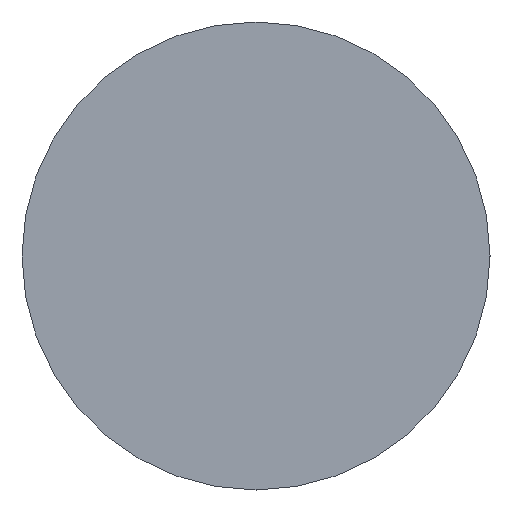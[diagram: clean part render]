
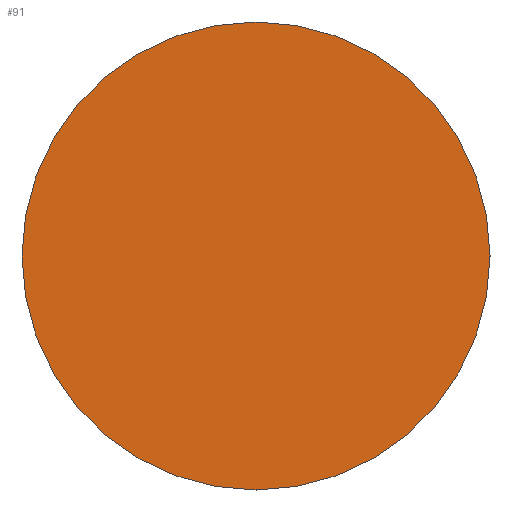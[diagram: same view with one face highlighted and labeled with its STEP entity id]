
A CAD part, front view. The second image highlights one B-rep face of the part: STEP entity #91.
In plain terms, the highlighted planar face has unit normal (0, -1, 0).
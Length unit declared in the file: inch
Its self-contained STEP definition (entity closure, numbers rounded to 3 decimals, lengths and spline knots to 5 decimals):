
#14 = CARTESIAN_POINT ( 'NONE',  ( 0., 0., 0. ) ) ;
#35 = EDGE_CURVE ( 'NONE', #309, #280, #58, .T. ) ;
#48 = ORIENTED_EDGE ( 'NONE', *, *, #220, .T. ) ;
#58 = CIRCLE ( 'NONE', #162, 0.1875 ) ;
#60 = CARTESIAN_POINT ( 'NONE',  ( 0., 0., 0. ) ) ;
#66 = ORIENTED_EDGE ( 'NONE', *, *, #35, .T. ) ;
#75 = CIRCLE ( 'NONE', #250, 0.1875 ) ;
#91 = ADVANCED_FACE ( 'NONE', ( #154 ), #151, .T. ) ;
#151 = PLANE ( 'NONE',  #165 ) ;
#154 = FACE_OUTER_BOUND ( 'NONE', #253, .T. ) ;
#156 = DIRECTION ( 'NONE',  ( 0., -1., 0. ) ) ;
#162 = AXIS2_PLACEMENT_3D ( 'NONE', #262, #173, #266 ) ;
#165 = AXIS2_PLACEMENT_3D ( 'NONE', #60, #251, #299 ) ;
#173 = DIRECTION ( 'NONE',  ( 0., -1., 0. ) ) ;
#220 = EDGE_CURVE ( 'NONE', #280, #309, #75, .T. ) ;
#250 = AXIS2_PLACEMENT_3D ( 'NONE', #14, #156, #302 ) ;
#251 = DIRECTION ( 'NONE',  ( 0., -1., 0. ) ) ;
#253 = EDGE_LOOP ( 'NONE', ( #66, #48 ) ) ;
#262 = CARTESIAN_POINT ( 'NONE',  ( 0., 0., 0. ) ) ;
#266 = DIRECTION ( 'NONE',  ( 0., 0., -1. ) ) ;
#280 = VERTEX_POINT ( 'NONE', #290 ) ;
#286 = CARTESIAN_POINT ( 'NONE',  ( 0., 0., -0.1875 ) ) ;
#290 = CARTESIAN_POINT ( 'NONE',  ( 0., 0., 0.1875 ) ) ;
#299 = DIRECTION ( 'NONE',  ( 0., 0., -1. ) ) ;
#302 = DIRECTION ( 'NONE',  ( 0., 0., -1. ) ) ;
#309 = VERTEX_POINT ( 'NONE', #286 ) ;
